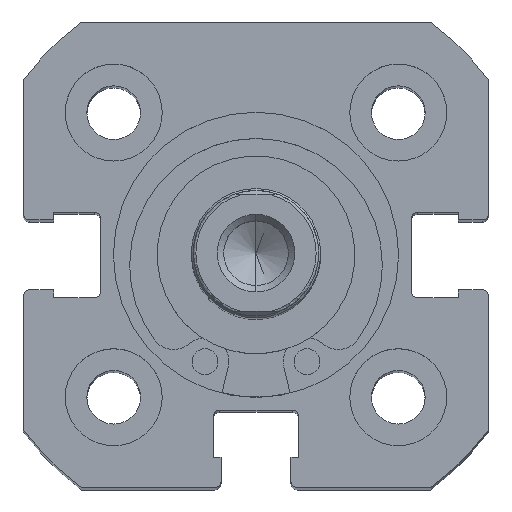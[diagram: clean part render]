
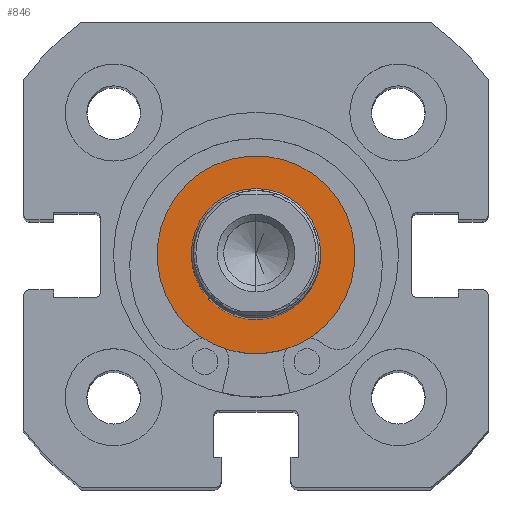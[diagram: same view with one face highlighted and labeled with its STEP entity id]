
A CAD part, top view. The second image highlights one B-rep face of the part: STEP entity #846.
In plain terms, the highlighted face is planar.
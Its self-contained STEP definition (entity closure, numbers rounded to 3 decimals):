
#846 = ADVANCED_FACE ( 'NONE', ( #2934, #2940 ), #4643, .F. ) ;
#2042 = ORIENTED_EDGE ( 'NONE', *, *, #3404, .T. ) ;
#2043 = ORIENTED_EDGE ( 'NONE', *, *, #3432, .T. ) ;
#2044 = ORIENTED_EDGE ( 'NONE', *, *, #3422, .F. ) ;
#2045 = ORIENTED_EDGE ( 'NONE', *, *, #3402, .F. ) ;
#2373 = EDGE_LOOP ( 'NONE', ( #2043, #2042 ) ) ;
#2375 = EDGE_LOOP ( 'NONE', ( #2045, #2044 ) ) ;
#2934 = FACE_BOUND ( 'NONE', #2375, .T. ) ;
#2940 = FACE_OUTER_BOUND ( 'NONE', #2373, .T. ) ;
#3402 = EDGE_CURVE ( 'NONE', #3938, #3937, #4991, .T. ) ;
#3404 = EDGE_CURVE ( 'NONE', #3941, #3942, #4997, .T. ) ;
#3422 = EDGE_CURVE ( 'NONE', #3937, #3938, #5050, .T. ) ;
#3432 = EDGE_CURVE ( 'NONE', #3942, #3941, #5078, .T. ) ;
#3599 = AXIS2_PLACEMENT_3D ( 'NONE', #4646, #4641, #4640 ) ;
#3859 = AXIS2_PLACEMENT_3D ( 'NONE', #5658, #5665, #5666 ) ;
#3861 = AXIS2_PLACEMENT_3D ( 'NONE', #5670, #5671, #5672 ) ;
#3869 = AXIS2_PLACEMENT_3D ( 'NONE', #5711, #5719, #5720 ) ;
#3878 = AXIS2_PLACEMENT_3D ( 'NONE', #5732, #5745, #5746 ) ;
#3937 = VERTEX_POINT ( 'NONE', #5799 ) ;
#3938 = VERTEX_POINT ( 'NONE', #5800 ) ;
#3941 = VERTEX_POINT ( 'NONE', #5803 ) ;
#3942 = VERTEX_POINT ( 'NONE', #5804 ) ;
#4640 = DIRECTION ( 'NONE',  ( 0., 0., -1. ) ) ;
#4641 = DIRECTION ( 'NONE',  ( 1., 0., 0. ) ) ;
#4643 = PLANE ( 'NONE',  #3599 ) ;
#4646 = CARTESIAN_POINT ( 'NONE',  ( 0., 7.65, 0. ) ) ;
#4991 = CIRCLE ( 'NONE', #3859, 5. ) ;
#4997 = CIRCLE ( 'NONE', #3861, 7.65 ) ;
#5050 = CIRCLE ( 'NONE', #3869, 5. ) ;
#5078 = CIRCLE ( 'NONE', #3878, 7.65 ) ;
#5658 = CARTESIAN_POINT ( 'NONE',  ( 0., 0., 0. ) ) ;
#5665 = DIRECTION ( 'NONE',  ( -1., 0., 0. ) ) ;
#5666 = DIRECTION ( 'NONE',  ( 0., 0., 1. ) ) ;
#5670 = CARTESIAN_POINT ( 'NONE',  ( 0., 0., 0. ) ) ;
#5671 = DIRECTION ( 'NONE',  ( -1., 0., 0. ) ) ;
#5672 = DIRECTION ( 'NONE',  ( 0., 0., 1. ) ) ;
#5711 = CARTESIAN_POINT ( 'NONE',  ( 0., 0., 0. ) ) ;
#5719 = DIRECTION ( 'NONE',  ( -1., 0., 0. ) ) ;
#5720 = DIRECTION ( 'NONE',  ( 0., 0., 1. ) ) ;
#5732 = CARTESIAN_POINT ( 'NONE',  ( 0., 0., 0. ) ) ;
#5745 = DIRECTION ( 'NONE',  ( -1., 0., 0. ) ) ;
#5746 = DIRECTION ( 'NONE',  ( 0., 0., 1. ) ) ;
#5799 = CARTESIAN_POINT ( 'NONE',  ( 0., 0., -5. ) ) ;
#5800 = CARTESIAN_POINT ( 'NONE',  ( 0., 0., 5. ) ) ;
#5803 = CARTESIAN_POINT ( 'NONE',  ( 0., 0., -7.65 ) ) ;
#5804 = CARTESIAN_POINT ( 'NONE',  ( 0., 0., 7.65 ) ) ;
